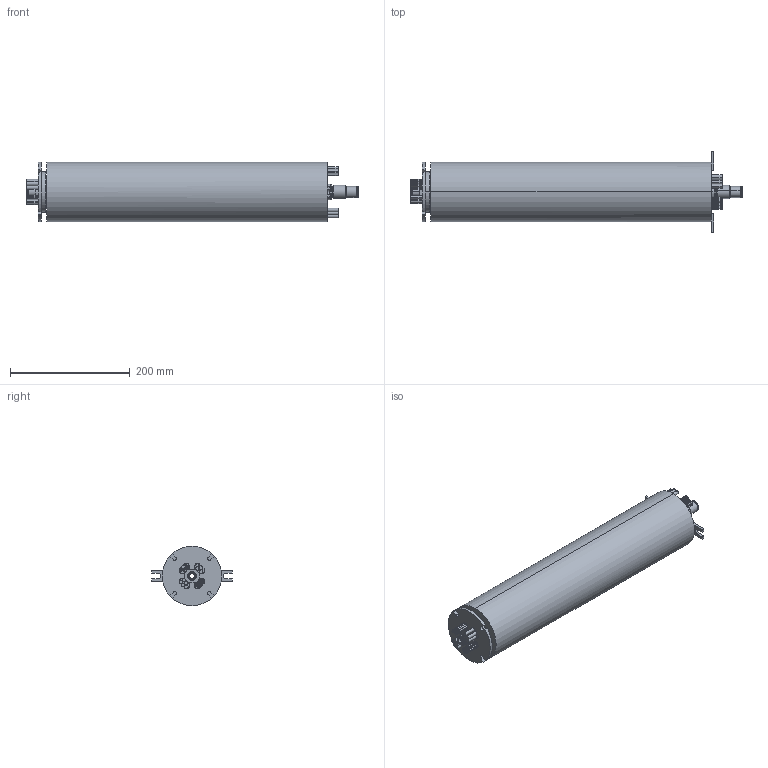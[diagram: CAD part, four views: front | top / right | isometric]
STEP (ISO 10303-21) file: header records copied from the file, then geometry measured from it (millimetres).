
FILE_DESCRIPTION (( 'STEP AP203' ), '1' );
FILE_NAME ('RX01021001.STEP', '2020-10-27T07:51:50', ( '微软用户' ), ( '微软中国' ), 'SwSTEP 2.0', 'SolidWorks 2014', '' );
FILE_SCHEMA (( 'CONFIG_CONTROL_DESIGN' ));
Length unit declared in the file: millimetre
Products named in the file (4): RX01021001; KQ2S10-02S; KSH10-02S
Assembly tree (3 placements, depth 2):
  RX01021001
    RX01021001
    KQ2S10-02S
    KSH10-02S
Bounding box: 553.6 x 134 x 99 mm (x, y, z)
Volume: 3665330.6 mm3; surface area: 221180.5 mm2
Topology: 63 solids, 63 shells, 668 faces, 1335 edges, 870 vertices
Faces by surface type: cylinder 353, plane 275, cone 36, torus 4
Entity records: 17919 total; most frequent: DIRECTION 3405, CARTESIAN_POINT 2985, ORIENTED_EDGE 2654, AXIS2_PLACEMENT_3D 1442, EDGE_CURVE 1327, VERTEX_POINT 870, CIRCLE 768, EDGE_LOOP 763
